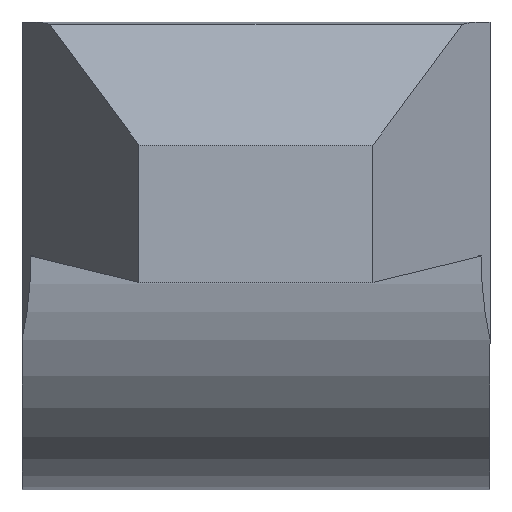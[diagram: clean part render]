
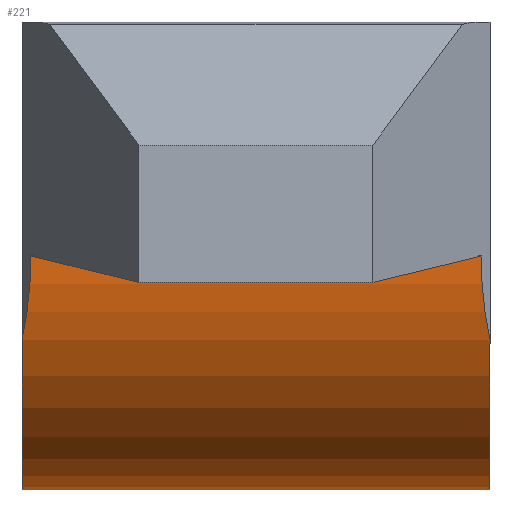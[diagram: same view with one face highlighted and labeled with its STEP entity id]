
A CAD part, left-side view. The second image highlights one B-rep face of the part: STEP entity #221.
In plain terms, the highlighted cylindrical face has radius 10 mm (diameter 20 mm), a partial arc.
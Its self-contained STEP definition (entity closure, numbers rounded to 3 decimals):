
#125=VERTEX_POINT('',#329);
#143=VERTEX_POINT('',#349);
#149=EDGE_CURVE('',#205,#177,#355,.T.);
#177=VERTEX_POINT('',#386);
#183=VERTEX_POINT('',#393);
#191=EDGE_CURVE('',#125,#177,#402,.T.);
#197=EDGE_CURVE('',#143,#211,#408,.T.);
#199=EDGE_CURVE('',#211,#183,#410,.T.);
#205=VERTEX_POINT('',#416);
#211=VERTEX_POINT('',#422);
#217=EDGE_CURVE('',#183,#205,#429,.T.);
#221=ADVANCED_FACE('',(#433),#434,.T.);
#225=EDGE_CURVE('',#125,#143,#438,.T.);
#329=CARTESIAN_POINT('',(8.0,9.619,1.124));
#349=CARTESIAN_POINT('',(8.66,10.0,-2.449));
#355=ELLIPSE('',#580,11.547,10.0);
#386=CARTESIAN_POINT('',(8.0,-9.619,1.124));
#393=CARTESIAN_POINT('',(18.0,-10.,-8.876));
#402=LINE('',#641,#642);
#408=CIRCLE('',#653,10.0);
#410=LINE('',#656,#657);
#416=CARTESIAN_POINT('',(8.66,-10.0,-2.449));
#422=CARTESIAN_POINT('',(18.0,10.0,-8.876));
#429=CIRCLE('',#684,10.0);
#433=FACE_OUTER_BOUND('',#690,.T.);
#434=CYLINDRICAL_SURFACE('',#691,10.0);
#438=ELLIPSE('',#696,11.547,10.0);
#580=AXIS2_PLACEMENT_3D('',#903,#904,#905);
#641=CARTESIAN_POINT('',(8.0,0.,1.124));
#642=VECTOR('',#956,1.0);
#653=AXIS2_PLACEMENT_3D('',#959,#960,#961);
#656=CARTESIAN_POINT('',(18.0,0.,-8.876));
#657=VECTOR('',#962,1.0);
#684=AXIS2_PLACEMENT_3D('',#984,#985,#986);
#690=EDGE_LOOP('',(#989,#990,#991,#992,#993,#994));
#691=AXIS2_PLACEMENT_3D('',#995,#996,#997);
#696=AXIS2_PLACEMENT_3D('',#998,#999,#1000);
#903=CARTESIAN_POINT('',(18.0,-15.392,1.124));
#904=DIRECTION('',(0.5,0.866,0.));
#905=DIRECTION('',(-0.866,0.5,0.));
#956=DIRECTION('',(0.0,-1.0,0.));
#959=CARTESIAN_POINT('',(18.0,10.0,1.124));
#960=DIRECTION('',(0.0,-1.0,0.));
#961=DIRECTION('',(-1.0,0.0,0.0));
#962=DIRECTION('',(0.0,-1.0,0.));
#984=CARTESIAN_POINT('',(18.0,-10.,1.124));
#985=DIRECTION('',(0.0,1.0,0.));
#986=DIRECTION('',(-1.0,0.0,0.0));
#989=ORIENTED_EDGE('',*,*,#149,.T.);
#990=ORIENTED_EDGE('',*,*,#191,.F.);
#991=ORIENTED_EDGE('',*,*,#225,.T.);
#992=ORIENTED_EDGE('',*,*,#197,.T.);
#993=ORIENTED_EDGE('',*,*,#199,.T.);
#994=ORIENTED_EDGE('',*,*,#217,.T.);
#995=CARTESIAN_POINT('',(18.0,0.,1.124));
#996=DIRECTION('',(-0.0,1.0,0.));
#997=DIRECTION('',(-1.0,0.0,0.0));
#998=CARTESIAN_POINT('',(18.0,15.392,1.124));
#999=DIRECTION('',(0.5,-0.866,0.));
#1000=DIRECTION('',(-0.866,-0.5,0.));
